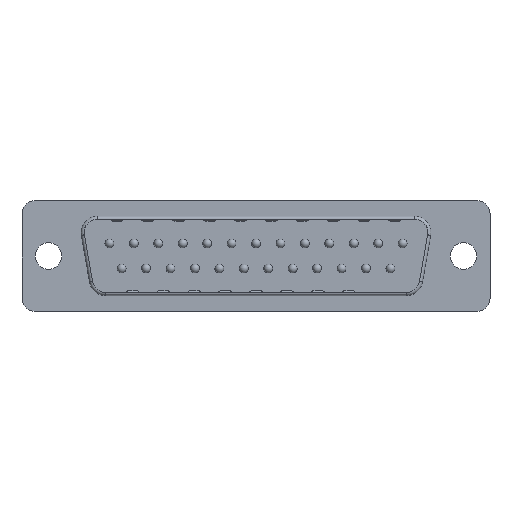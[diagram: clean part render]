
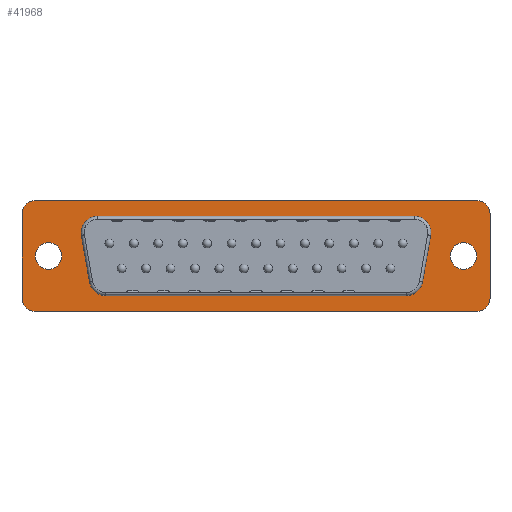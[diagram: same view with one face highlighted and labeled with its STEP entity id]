
A CAD part, top view. The second image highlights one B-rep face of the part: STEP entity #41968.
In plain terms, the highlighted face is planar.
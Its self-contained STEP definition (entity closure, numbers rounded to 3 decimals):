
#1063=PLANE('',#44480);
#3037=LINE('',#66928,#5750);
#3041=LINE('',#66940,#5754);
#3045=LINE('',#66952,#5758);
#3049=LINE('',#66964,#5762);
#3353=LINE('',#67969,#6066);
#3358=LINE('',#67983,#6071);
#3369=LINE('',#68007,#6082);
#3370=LINE('',#68008,#6083);
#5750=VECTOR('',#48899,1000.);
#5754=VECTOR('',#48911,1000.);
#5758=VECTOR('',#48923,1000.);
#5762=VECTOR('',#48935,1000.);
#6066=VECTOR('',#50003,1000.);
#6071=VECTOR('',#50018,1000.);
#6082=VECTOR('',#50051,1000.);
#6083=VECTOR('',#50052,1000.);
#10791=ORIENTED_EDGE('',*,*,#19233,.T.);
#10792=ORIENTED_EDGE('',*,*,#19297,.T.);
#10793=ORIENTED_EDGE('',*,*,#19288,.F.);
#10794=ORIENTED_EDGE('',*,*,#19277,.T.);
#10795=ORIENTED_EDGE('',*,*,#19279,.F.);
#10796=ORIENTED_EDGE('',*,*,#19298,.T.);
#10797=ORIENTED_EDGE('',*,*,#19282,.F.);
#10798=ORIENTED_EDGE('',*,*,#19284,.T.);
#10799=ORIENTED_EDGE('',*,*,#19286,.F.);
#10800=ORIENTED_EDGE('',*,*,#18798,.T.);
#10801=ORIENTED_EDGE('',*,*,#18795,.T.);
#10802=ORIENTED_EDGE('',*,*,#18792,.T.);
#10803=ORIENTED_EDGE('',*,*,#18789,.T.);
#10804=ORIENTED_EDGE('',*,*,#18786,.T.);
#10805=ORIENTED_EDGE('',*,*,#18783,.T.);
#10806=ORIENTED_EDGE('',*,*,#18780,.T.);
#10807=ORIENTED_EDGE('',*,*,#18777,.T.);
#10808=ORIENTED_EDGE('',*,*,#19234,.T.);
#18777=EDGE_CURVE('',#23195,#23194,#3037,.T.);
#18780=EDGE_CURVE('',#23197,#23195,#25637,.T.);
#18783=EDGE_CURVE('',#23199,#23197,#3041,.T.);
#18786=EDGE_CURVE('',#23201,#23199,#25639,.T.);
#18789=EDGE_CURVE('',#23203,#23201,#3045,.T.);
#18792=EDGE_CURVE('',#23205,#23203,#25641,.T.);
#18795=EDGE_CURVE('',#23207,#23205,#3049,.T.);
#18798=EDGE_CURVE('',#23194,#23207,#25643,.T.);
#19233=EDGE_CURVE('',#23498,#23498,#25646,.T.);
#19234=EDGE_CURVE('',#23499,#23499,#25647,.T.);
#19277=EDGE_CURVE('',#23524,#23525,#3353,.T.);
#19279=EDGE_CURVE('',#23526,#23525,#25676,.T.);
#19282=EDGE_CURVE('',#23528,#23527,#25677,.T.);
#19284=EDGE_CURVE('',#23528,#23529,#3358,.T.);
#19286=EDGE_CURVE('',#23530,#23529,#25678,.T.);
#19288=EDGE_CURVE('',#23524,#23531,#25679,.T.);
#19297=EDGE_CURVE('',#23530,#23531,#3369,.T.);
#19298=EDGE_CURVE('',#23526,#23527,#3370,.T.);
#23194=VERTEX_POINT('',#66927);
#23195=VERTEX_POINT('',#66929);
#23197=VERTEX_POINT('',#66935);
#23199=VERTEX_POINT('',#66941);
#23201=VERTEX_POINT('',#66947);
#23203=VERTEX_POINT('',#66953);
#23205=VERTEX_POINT('',#66959);
#23207=VERTEX_POINT('',#66965);
#23498=VERTEX_POINT('',#67880);
#23499=VERTEX_POINT('',#67883);
#23524=VERTEX_POINT('',#67966);
#23525=VERTEX_POINT('',#67968);
#23526=VERTEX_POINT('',#67972);
#23527=VERTEX_POINT('',#67976);
#23528=VERTEX_POINT('',#67978);
#23529=VERTEX_POINT('',#67982);
#23530=VERTEX_POINT('',#67986);
#23531=VERTEX_POINT('',#67990);
#25637=CIRCLE('',#44073,1.5);
#25639=CIRCLE('',#44077,1.5);
#25641=CIRCLE('',#44081,1.5);
#25643=CIRCLE('',#44085,1.5);
#25646=CIRCLE('',#44417,1.5);
#25647=CIRCLE('',#44419,1.5);
#25676=CIRCLE('',#44466,1.85);
#25677=CIRCLE('',#44468,1.85);
#25678=CIRCLE('',#44471,1.85);
#25679=CIRCLE('',#44473,1.85);
#26718=EDGE_LOOP('',(#10791));
#26719=EDGE_LOOP('',(#10792,#10793,#10794,#10795,#10796,#10797,#10798,#10799));
#26720=EDGE_LOOP('',(#10800,#10801,#10802,#10803,#10804,#10805,#10806,#10807));
#26721=EDGE_LOOP('',(#10808));
#28525=FACE_BOUND('',#26718,.T.);
#28526=FACE_BOUND('',#26719,.T.);
#28527=FACE_BOUND('',#26720,.T.);
#28528=FACE_BOUND('',#26721,.T.);
#41968=ADVANCED_FACE('',(#28525,#28526,#28527,#28528),#1063,.T.);
#44073=AXIS2_PLACEMENT_3D('',#66934,#48905,#48906);
#44077=AXIS2_PLACEMENT_3D('',#66946,#48917,#48918);
#44081=AXIS2_PLACEMENT_3D('',#66958,#48929,#48930);
#44085=AXIS2_PLACEMENT_3D('',#66969,#48941,#48942);
#44417=AXIS2_PLACEMENT_3D('',#67879,#49893,#49894);
#44419=AXIS2_PLACEMENT_3D('',#67882,#49897,#49898);
#44466=AXIS2_PLACEMENT_3D('',#67973,#50007,#50008);
#44468=AXIS2_PLACEMENT_3D('',#67979,#50013,#50014);
#44471=AXIS2_PLACEMENT_3D('',#67987,#50022,#50023);
#44473=AXIS2_PLACEMENT_3D('',#67991,#50027,#50028);
#44480=AXIS2_PLACEMENT_3D('',#68006,#50049,#50050);
#48899=DIRECTION('',(0.,0.,1.));
#48905=DIRECTION('',(0.,1.,0.));
#48906=DIRECTION('',(1.,0.,0.));
#48911=DIRECTION('',(-1.,0.,0.));
#48917=DIRECTION('',(0.,1.,0.));
#48918=DIRECTION('',(1.,0.,0.));
#48923=DIRECTION('',(0.,0.,-1.));
#48929=DIRECTION('',(0.,1.,0.));
#48930=DIRECTION('',(-1.,0.,0.));
#48935=DIRECTION('',(1.,0.,0.));
#48941=DIRECTION('',(0.,1.,0.));
#48942=DIRECTION('',(1.,0.,0.));
#49893=DIRECTION('',(0.,-1.,0.));
#49894=DIRECTION('',(-1.,0.,0.));
#49897=DIRECTION('',(0.,-1.,0.));
#49898=DIRECTION('',(-1.,0.,0.));
#50003=DIRECTION('',(0.174,0.,-0.985));
#50007=DIRECTION('',(0.,1.,0.));
#50008=DIRECTION('',(0.,0.,1.));
#50013=DIRECTION('',(0.,1.,0.));
#50014=DIRECTION('',(0.,0.,1.));
#50018=DIRECTION('',(0.174,0.,0.985));
#50022=DIRECTION('',(0.,1.,0.));
#50023=DIRECTION('',(0.,0.,1.));
#50027=DIRECTION('',(0.,1.,0.));
#50028=DIRECTION('',(0.,0.,1.));
#50049=DIRECTION('',(0.,1.,0.));
#50050=DIRECTION('',(0.,0.,1.));
#50051=DIRECTION('',(-1.,0.,0.));
#50052=DIRECTION('',(1.,0.,0.));
#66927=CARTESIAN_POINT('',(-26.525,5.4,4.775));
#66928=CARTESIAN_POINT('',(-26.525,5.4,-4.775));
#66929=CARTESIAN_POINT('',(-26.525,5.4,-4.775));
#66934=CARTESIAN_POINT('',(-25.025,5.4,-4.775));
#66935=CARTESIAN_POINT('',(-25.025,5.4,-6.275));
#66940=CARTESIAN_POINT('',(25.025,5.4,-6.275));
#66941=CARTESIAN_POINT('',(25.025,5.4,-6.275));
#66946=CARTESIAN_POINT('',(25.025,5.4,-4.775));
#66947=CARTESIAN_POINT('',(26.525,5.4,-4.775));
#66952=CARTESIAN_POINT('',(26.525,5.4,4.775));
#66953=CARTESIAN_POINT('',(26.525,5.4,4.775));
#66958=CARTESIAN_POINT('',(25.025,5.4,4.775));
#66959=CARTESIAN_POINT('',(25.025,5.4,6.275));
#66964=CARTESIAN_POINT('',(-25.025,5.4,6.275));
#66965=CARTESIAN_POINT('',(-25.025,5.4,6.275));
#66969=CARTESIAN_POINT('',(-25.025,5.4,4.775));
#67879=CARTESIAN_POINT('',(-23.52,5.4,0.));
#67880=CARTESIAN_POINT('',(-25.02,5.4,0.));
#67882=CARTESIAN_POINT('',(23.52,5.4,0.));
#67883=CARTESIAN_POINT('',(22.02,5.4,0.));
#67966=CARTESIAN_POINT('',(-19.802,5.4,2.329));
#67968=CARTESIAN_POINT('',(-18.867,5.4,-2.971));
#67969=CARTESIAN_POINT('',(-20.378,5.4,5.594));
#67972=CARTESIAN_POINT('',(-17.045,5.4,-4.5));
#67973=CARTESIAN_POINT('',(-17.045,5.4,-2.65));
#67976=CARTESIAN_POINT('',(17.045,5.4,-4.5));
#67978=CARTESIAN_POINT('',(18.867,5.4,-2.971));
#67979=CARTESIAN_POINT('',(17.045,5.4,-2.65));
#67982=CARTESIAN_POINT('',(19.802,5.4,2.329));
#67983=CARTESIAN_POINT('',(18.869,5.4,-2.965));
#67986=CARTESIAN_POINT('',(17.98,5.4,4.5));
#67987=CARTESIAN_POINT('',(17.98,5.4,2.65));
#67990=CARTESIAN_POINT('',(-17.98,5.4,4.5));
#67991=CARTESIAN_POINT('',(-17.98,5.4,2.65));
#68006=CARTESIAN_POINT('',(-25.025,5.4,4.775));
#68007=CARTESIAN_POINT('',(-25.025,5.4,4.5));
#68008=CARTESIAN_POINT('',(-25.025,5.4,-4.5));
